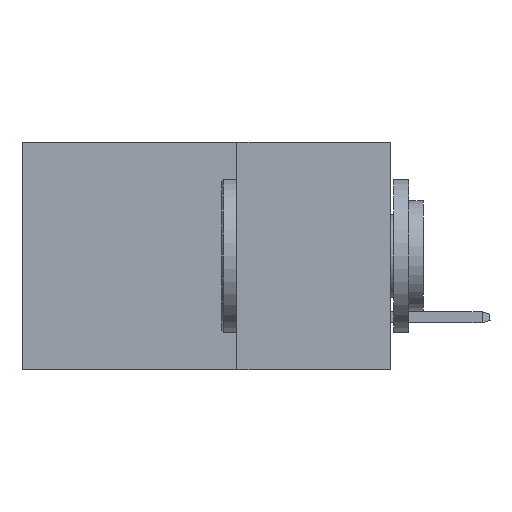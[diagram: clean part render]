
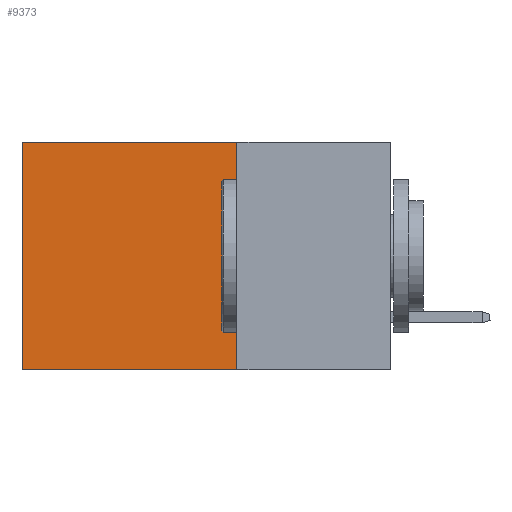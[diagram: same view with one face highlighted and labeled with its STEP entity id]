
A CAD part, left-side view. The second image highlights one B-rep face of the part: STEP entity #9373.
In plain terms, the highlighted planar face has unit normal (-1, 0, 0).
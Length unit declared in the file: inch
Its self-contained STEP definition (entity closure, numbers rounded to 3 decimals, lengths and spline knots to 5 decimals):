
#639 = CARTESIAN_POINT ( 'NONE',  ( 0.2875, 0.6, -0.37 ) ) ;
#1919 = DIRECTION ( 'NONE',  ( 1., 0., 0. ) ) ;
#2137 = CARTESIAN_POINT ( 'NONE',  ( 0.2875, 0.25, 0. ) ) ;
#2561 = VERTEX_POINT ( 'NONE', #18446 ) ;
#2678 = DIRECTION ( 'NONE',  ( 0., 0., -1. ) ) ;
#3622 = DIRECTION ( 'NONE',  ( 0., 0., -1. ) ) ;
#4579 = LINE ( 'NONE', #5741, #18961 ) ;
#5741 = CARTESIAN_POINT ( 'NONE',  ( 0.2875, 0.25, -0.37 ) ) ;
#5783 = ORIENTED_EDGE ( 'NONE', *, *, #9393, .F. ) ;
#5921 = VERTEX_POINT ( 'NONE', #18205 ) ;
#6676 = ORIENTED_EDGE ( 'NONE', *, *, #13239, .T. ) ;
#7210 = ORIENTED_EDGE ( 'NONE', *, *, #10667, .T. ) ;
#7340 = EDGE_CURVE ( 'NONE', #20427, #19934, #4579, .T. ) ;
#7420 = DIRECTION ( 'NONE',  ( 0., 1., 0. ) ) ;
#7438 = FACE_OUTER_BOUND ( 'NONE', #18561, .T. ) ;
#8261 = DIRECTION ( 'NONE',  ( 0., 0., -1. ) ) ;
#9177 = LINE ( 'NONE', #2137, #10422 ) ;
#9225 = CARTESIAN_POINT ( 'NONE',  ( 0.2875, 0.25, 0. ) ) ;
#9373 = ADVANCED_FACE ( 'NONE', ( #7438 ), #14665, .F. ) ;
#9393 = EDGE_CURVE ( 'NONE', #2561, #20427, #9177, .T. ) ;
#9748 = LINE ( 'NONE', #9225, #10258 ) ;
#10258 = VECTOR ( 'NONE', #7420, 39.37008 ) ;
#10422 = VECTOR ( 'NONE', #8261, 39.37008 ) ;
#10667 = EDGE_CURVE ( 'NONE', #5921, #19934, #12842, .T. ) ;
#11446 = AXIS2_PLACEMENT_3D ( 'NONE', #17770, #1919, #3622 ) ;
#11624 = ORIENTED_EDGE ( 'NONE', *, *, #7340, .F. ) ;
#11867 = CARTESIAN_POINT ( 'NONE',  ( 0.2875, 0.6, 0. ) ) ;
#12842 = LINE ( 'NONE', #11867, #15600 ) ;
#13239 = EDGE_CURVE ( 'NONE', #2561, #5921, #9748, .T. ) ;
#14476 = DIRECTION ( 'NONE',  ( 0., 1., 0. ) ) ;
#14665 = PLANE ( 'NONE',  #11446 ) ;
#15600 = VECTOR ( 'NONE', #2678, 39.37008 ) ;
#16699 = CARTESIAN_POINT ( 'NONE',  ( 0.2875, 0.25, -0.37 ) ) ;
#17770 = CARTESIAN_POINT ( 'NONE',  ( 0.2875, 0.25, 0. ) ) ;
#18205 = CARTESIAN_POINT ( 'NONE',  ( 0.2875, 0.6, 0. ) ) ;
#18446 = CARTESIAN_POINT ( 'NONE',  ( 0.2875, 0.25, 0. ) ) ;
#18561 = EDGE_LOOP ( 'NONE', ( #7210, #11624, #5783, #6676 ) ) ;
#18961 = VECTOR ( 'NONE', #14476, 39.37008 ) ;
#19934 = VERTEX_POINT ( 'NONE', #639 ) ;
#20427 = VERTEX_POINT ( 'NONE', #16699 ) ;
